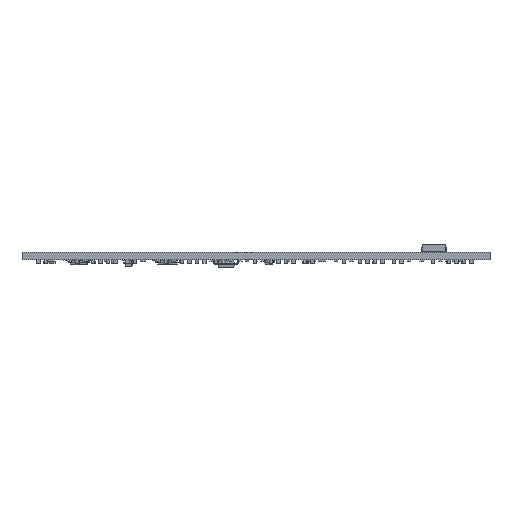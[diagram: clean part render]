
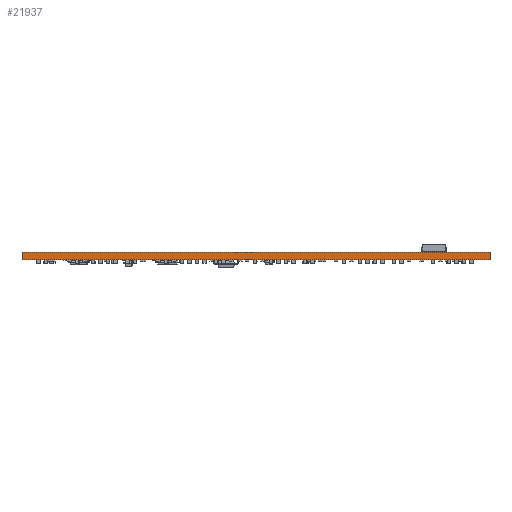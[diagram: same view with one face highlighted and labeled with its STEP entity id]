
A CAD part, front view. The second image highlights one B-rep face of the part: STEP entity #21937.
In plain terms, the highlighted planar face has unit normal (0, -1, 0).
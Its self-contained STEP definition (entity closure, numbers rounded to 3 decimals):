
#21937 = ADVANCED_FACE('',(#21938),#21972,.T.);
#21938 = FACE_BOUND('',#21939,.T.);
#21939 = EDGE_LOOP('',(#21940,#21950,#21958,#21966));
#21940 = ORIENTED_EDGE('',*,*,#21941,.T.);
#21941 = EDGE_CURVE('',#21942,#21944,#21946,.T.);
#21942 = VERTEX_POINT('',#21943);
#21943 = CARTESIAN_POINT('',(150.,-140.,0.));
#21944 = VERTEX_POINT('',#21945);
#21945 = CARTESIAN_POINT('',(150.,-140.,1.6));
#21946 = LINE('',#21947,#21948);
#21947 = CARTESIAN_POINT('',(150.,-140.,0.));
#21948 = VECTOR('',#21949,1.);
#21949 = DIRECTION('',(0.,0.,1.));
#21950 = ORIENTED_EDGE('',*,*,#21951,.T.);
#21951 = EDGE_CURVE('',#21944,#21952,#21954,.T.);
#21952 = VERTEX_POINT('',#21953);
#21953 = CARTESIAN_POINT('',(50.,-140.,1.6));
#21954 = LINE('',#21955,#21956);
#21955 = CARTESIAN_POINT('',(150.,-140.,1.6));
#21956 = VECTOR('',#21957,1.);
#21957 = DIRECTION('',(-1.,0.,0.));
#21958 = ORIENTED_EDGE('',*,*,#21959,.F.);
#21959 = EDGE_CURVE('',#21960,#21952,#21962,.T.);
#21960 = VERTEX_POINT('',#21961);
#21961 = CARTESIAN_POINT('',(50.,-140.,0.));
#21962 = LINE('',#21963,#21964);
#21963 = CARTESIAN_POINT('',(50.,-140.,0.));
#21964 = VECTOR('',#21965,1.);
#21965 = DIRECTION('',(0.,0.,1.));
#21966 = ORIENTED_EDGE('',*,*,#21967,.F.);
#21967 = EDGE_CURVE('',#21942,#21960,#21968,.T.);
#21968 = LINE('',#21969,#21970);
#21969 = CARTESIAN_POINT('',(150.,-140.,0.));
#21970 = VECTOR('',#21971,1.);
#21971 = DIRECTION('',(-1.,0.,0.));
#21972 = PLANE('',#21973);
#21973 = AXIS2_PLACEMENT_3D('',#21974,#21975,#21976);
#21974 = CARTESIAN_POINT('',(150.,-140.,0.));
#21975 = DIRECTION('',(0.,-1.,0.));
#21976 = DIRECTION('',(-1.,0.,0.));
